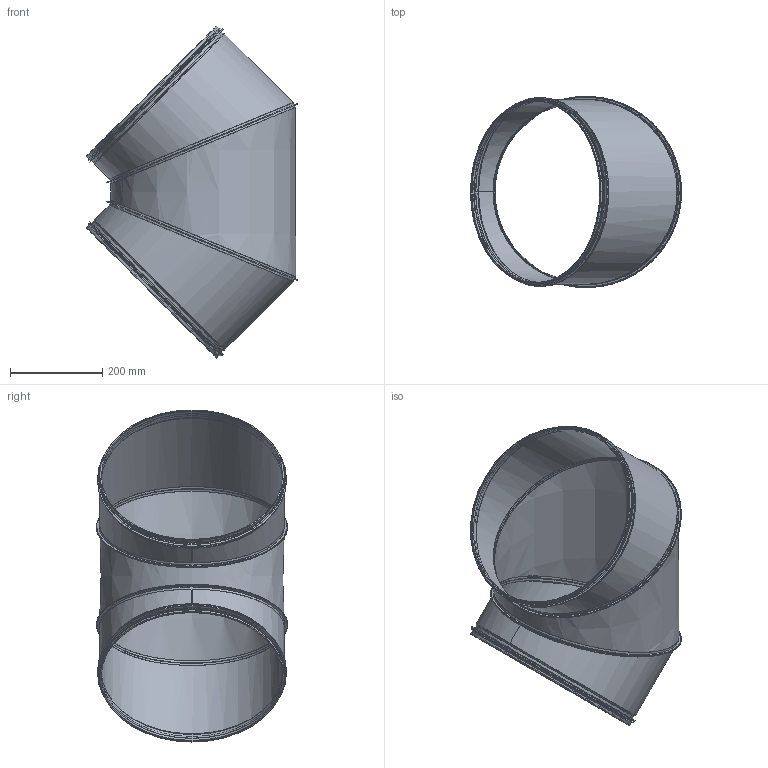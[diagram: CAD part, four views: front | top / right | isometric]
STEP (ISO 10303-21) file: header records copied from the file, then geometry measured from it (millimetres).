
FILE_DESCRIPTION((''),'2;1');
FILE_NAME('HIBK_400.stp','2014-02-19T15:26:41',(''),(''),'Autodesk Inventor 2013','Autodesk Inventor 2013','');
FILE_SCHEMA(('AUTOMOTIVE_DESIGN { 1 2 10303 214 0 1 1 1 }'));
Length unit declared in the file: millimetre
Products named in the file (5): HIBK_400; HIBKRörämne-400; HIBKSegmentMitten-400; HIBKSegmentÄnde-400; 999009
Assembly tree (6 placements, depth 3):
  HIBK_400
    HIBKRörämne-400
      HIBKSegmentMitten-400
      HIBKSegmentÄnde-400  x2
    999009  x2
Bounding box: 456.74 x 413.29 x 718.26 mm (x, y, z)
Volume: 5861561.5 mm3; surface area: 1864113 mm2
Topology: 5 solids, 5 shells, 148 faces, 300 edges, 162 vertices
Faces by surface type: plane 56, torus 28, bspline 26, cylinder 24, cone 14
Full cylindrical faces by diameter (mm): 393 x2, 394 x2, 395.2 x2, 397.8 x10, 398.8 x4, 404.2 x2, 409.2 x2
Entity records: 4368 total; most frequent: CARTESIAN_POINT 2522, DIRECTION 350, ORIENTED_EDGE 298, AXIS2_PLACEMENT_3D 149, EDGE_CURVE 149, EDGE_LOOP 107, VERTEX_POINT 92, STYLED_ITEM 85
